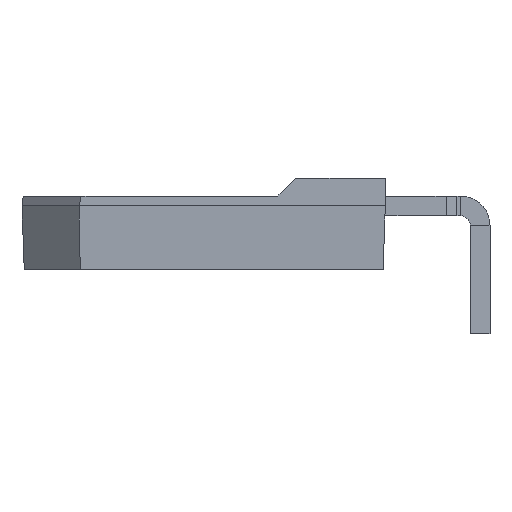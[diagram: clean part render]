
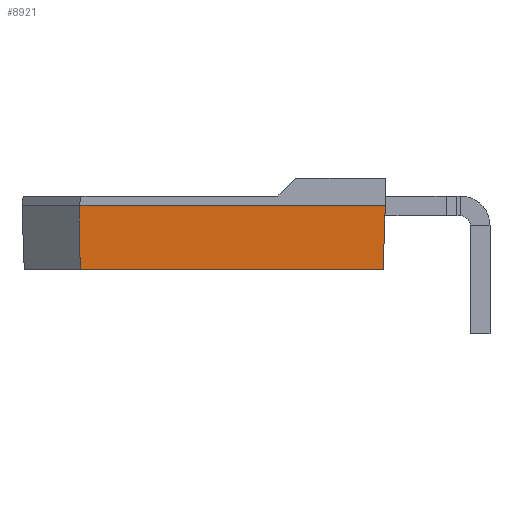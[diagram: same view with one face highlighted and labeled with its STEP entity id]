
A CAD part, left-side view. The second image highlights one B-rep face of the part: STEP entity #8921.
In plain terms, the highlighted planar face has unit normal (-0.999, 0, -0.035).
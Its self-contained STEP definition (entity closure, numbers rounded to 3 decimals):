
#490 = PLANE ( 'NONE',  #5984 ) ;
#773 = VERTEX_POINT ( 'NONE', #12786 ) ;
#1272 = CARTESIAN_POINT ( 'NONE',  ( -2.625, 4.025, -0.707 ) ) ;
#2965 = LINE ( 'NONE', #7719, #14552 ) ;
#3057 = EDGE_CURVE ( 'NONE', #15769, #773, #13688, .T. ) ;
#3487 = VERTEX_POINT ( 'NONE', #17695 ) ;
#4164 = CARTESIAN_POINT ( 'NONE',  ( -2.65, 4., 0. ) ) ;
#4503 = VECTOR ( 'NONE', #12219, 1000. ) ;
#4511 = LINE ( 'NONE', #15676, #17681 ) ;
#5716 = DIRECTION ( 'NONE',  ( 0.035, 0.035, -0.999 ) ) ;
#5984 = AXIS2_PLACEMENT_3D ( 'NONE', #13318, #19759, #8626 ) ;
#7005 = LINE ( 'NONE', #15371, #4503 ) ;
#7719 = CARTESIAN_POINT ( 'NONE',  ( -2.526, 21.1, -3.55 ) ) ;
#8626 = DIRECTION ( 'NONE',  ( 0., 1., 0. ) ) ;
#8921 = ADVANCED_FACE ( 'NONE', ( #19657 ), #490, .T. ) ;
#10973 = DIRECTION ( 'NONE',  ( 0., -1., 0. ) ) ;
#12219 = DIRECTION ( 'NONE',  ( 0.035, -0.014, -0.999 ) ) ;
#12411 = VERTEX_POINT ( 'NONE', #16745 ) ;
#12786 = CARTESIAN_POINT ( 'NONE',  ( -2.526, 4.124, -3.55 ) ) ;
#13318 = CARTESIAN_POINT ( 'NONE',  ( -2.65, 24.3, 0. ) ) ;
#13688 = LINE ( 'NONE', #1272, #14444 ) ;
#14442 = EDGE_CURVE ( 'NONE', #3487, #12411, #7005, .T. ) ;
#14444 = VECTOR ( 'NONE', #5716, 1000. ) ;
#14552 = VECTOR ( 'NONE', #17496, 1000. ) ;
#14792 = ORIENTED_EDGE ( 'NONE', *, *, #15170, .F. ) ;
#15170 = EDGE_CURVE ( 'NONE', #773, #12411, #2965, .T. ) ;
#15371 = CARTESIAN_POINT ( 'NONE',  ( -2.652, 21.101, 0.046 ) ) ;
#15676 = CARTESIAN_POINT ( 'NONE',  ( -2.65, 4., 0. ) ) ;
#15769 = VERTEX_POINT ( 'NONE', #4164 ) ;
#16745 = CARTESIAN_POINT ( 'NONE',  ( -2.526, 21.049, -3.55 ) ) ;
#17496 = DIRECTION ( 'NONE',  ( 0., 1., 0. ) ) ;
#17601 = ORIENTED_EDGE ( 'NONE', *, *, #3057, .F. ) ;
#17681 = VECTOR ( 'NONE', #10973, 1000. ) ;
#17695 = CARTESIAN_POINT ( 'NONE',  ( -2.65, 21.1, 0. ) ) ;
#17747 = ORIENTED_EDGE ( 'NONE', *, *, #18304, .F. ) ;
#18304 = EDGE_CURVE ( 'NONE', #3487, #15769, #4511, .T. ) ;
#18710 = ORIENTED_EDGE ( 'NONE', *, *, #14442, .T. ) ;
#19657 = FACE_OUTER_BOUND ( 'NONE', #20577, .T. ) ;
#19759 = DIRECTION ( 'NONE',  ( -0.999, 0., -0.035 ) ) ;
#20577 = EDGE_LOOP ( 'NONE', ( #18710, #14792, #17601, #17747 ) ) ;
